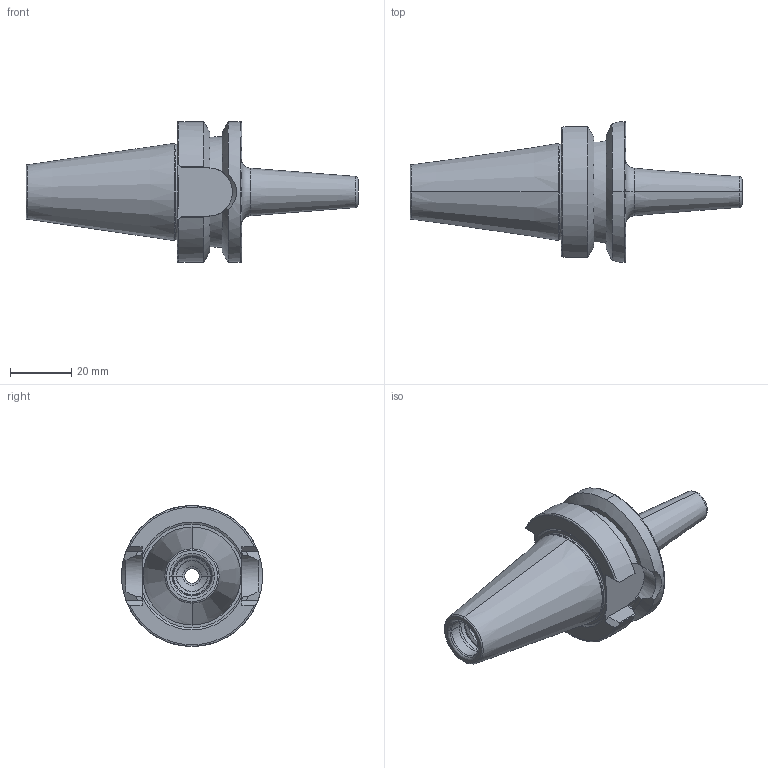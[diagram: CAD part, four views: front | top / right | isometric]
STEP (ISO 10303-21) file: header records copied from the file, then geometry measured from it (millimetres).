
FILE_DESCRIPTION((''),'2;1');
FILE_NAME('CBT30-SFH4_7625-60','2020-02-25T09:10:03',('eos'),(''),'CREO PARAMETRIC BY PTC INC, 2018500','CREO PARAMETRIC BY PTC INC, 2018500','');
FILE_SCHEMA(('CONFIG_CONTROL_DESIGN'));
Length unit declared in the file: millimetre
Products named in the file (1): CBT30-SFH4_7625-60
Bounding box: 108.4 x 46 x 46 mm (x, y, z)
Volume: 51927 mm3; surface area: 15225.5 mm2
Topology: 1 solids, 2 shells, 100 faces, 248 edges, 154 vertices
Faces by surface type: cone 28, cylinder 28, plane 26, torus 18
Entity records: 3114 total; most frequent: CARTESIAN_POINT 675, DIRECTION 524, ORIENTED_EDGE 492, EDGE_CURVE 248, AXIS2_PLACEMENT_3D 215, VERTEX_POINT 154, CIRCLE 114, EDGE_LOOP 106
